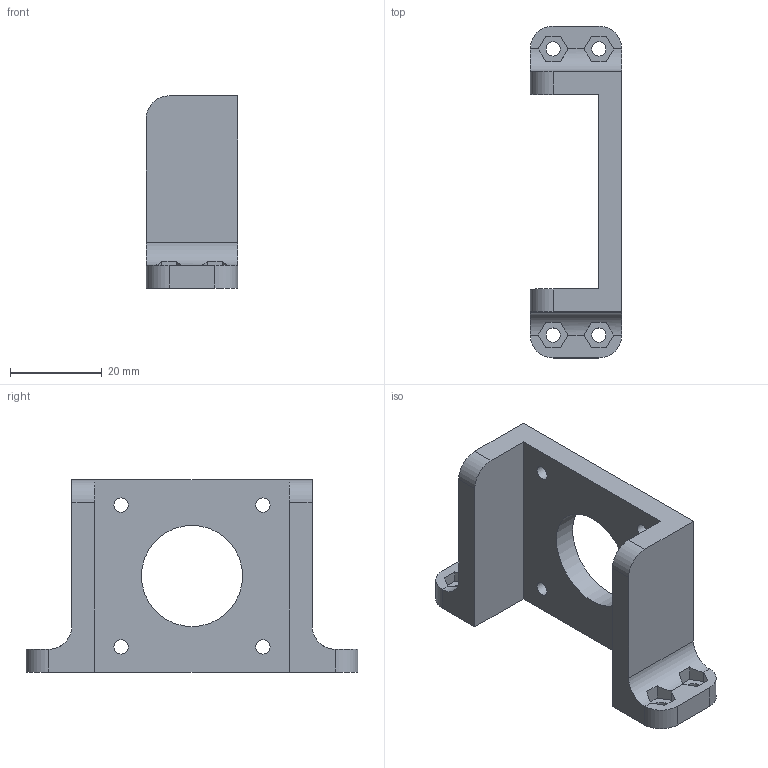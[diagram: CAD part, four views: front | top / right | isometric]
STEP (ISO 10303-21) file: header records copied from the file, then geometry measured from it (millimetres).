
FILE_DESCRIPTION((''),'2;1');
FILE_NAME('z motor mount.ipt.step','2013-10-18T14:32:32',(''),(''),'Autodesk Inventor 2013','Autodesk Inventor 2013','');
FILE_SCHEMA(('AUTOMOTIVE_DESIGN { 1 0 10303 214 1 1 1 1 }'));
Length unit declared in the file: millimetre
Products named in the file (1): z motor mount
Bounding box: 20 x 72.5 x 42 mm (x, y, z)
Volume: 16950.2 mm3; surface area: 8942.7 mm2
Topology: 1 solids, 1 shells, 59 faces, 159 edges, 102 vertices
Faces by surface type: plane 42, cylinder 17
Full cylindrical faces by diameter (mm): 3.1 x8, 22.1 x1
Entity records: 1856 total; most frequent: CARTESIAN_POINT 312, DIRECTION 312, ORIENTED_EDGE 300, EDGE_CURVE 150, VECTOR 108, LINE 108, AXIS2_PLACEMENT_3D 102, VERTEX_POINT 102
